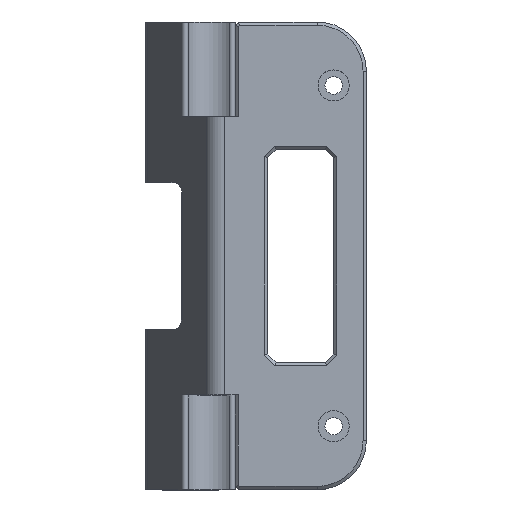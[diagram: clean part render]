
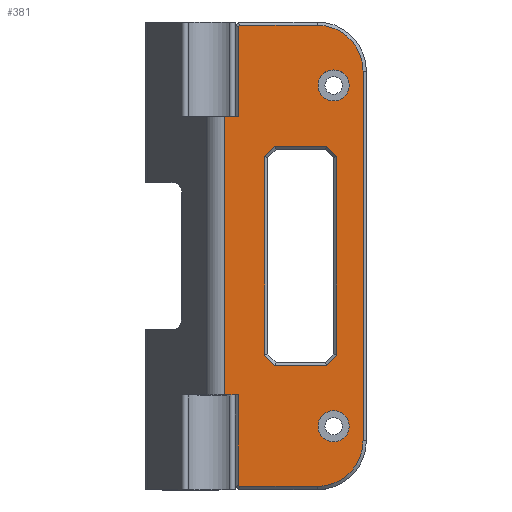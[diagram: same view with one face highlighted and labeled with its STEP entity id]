
A CAD part, top view. The second image highlights one B-rep face of the part: STEP entity #381.
In plain terms, the highlighted planar face has unit normal (0, 0, 1).
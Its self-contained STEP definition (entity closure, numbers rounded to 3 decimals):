
#381=ADVANCED_FACE('',(#1153,#1155,#1157,#1159),#1161,.T.);
#1153=FACE_BOUND('',#1154,.T.);
#1154=EDGE_LOOP('',(#1812,#1813,#1814,#1815,#1816,#1817,#1818,#1819,#1820,#1821,
#1822,#1823));
#1155=FACE_BOUND('',#1156,.T.);
#1156=EDGE_LOOP('',(#1824,#1825,#1826,#1827,#1828,#1829,#1830,#1831));
#1157=FACE_BOUND('',#1158,.T.);
#1158=EDGE_LOOP('',(#1832));
#1159=FACE_BOUND('',#1160,.T.);
#1160=EDGE_LOOP('',(#1833));
#1161=PLANE('',#1162);
#1162=AXIS2_PLACEMENT_3D('',#1163,#1164,#1165);
#1163=CARTESIAN_POINT('',(0.,0.,8.));
#1164=DIRECTION('',(0.,0.,1.));
#1165=DIRECTION('',(0.,1.,0.));
#1812=ORIENTED_EDGE('',*,*,#2185,.T.);
#1813=ORIENTED_EDGE('',*,*,#2187,.F.);
#1814=ORIENTED_EDGE('',*,*,#2188,.T.);
#1815=ORIENTED_EDGE('',*,*,#2189,.F.);
#1816=ORIENTED_EDGE('',*,*,#2190,.T.);
#1817=ORIENTED_EDGE('',*,*,#2191,.F.);
#1818=ORIENTED_EDGE('',*,*,#2192,.T.);
#1819=ORIENTED_EDGE('',*,*,#2193,.F.);
#1820=ORIENTED_EDGE('',*,*,#2194,.T.);
#1821=ORIENTED_EDGE('',*,*,#2119,.T.);
#1822=ORIENTED_EDGE('',*,*,#2116,.F.);
#1823=ORIENTED_EDGE('',*,*,#2097,.T.);
#1824=ORIENTED_EDGE('',*,*,#2195,.T.);
#1825=ORIENTED_EDGE('',*,*,#2196,.T.);
#1826=ORIENTED_EDGE('',*,*,#2197,.T.);
#1827=ORIENTED_EDGE('',*,*,#2198,.T.);
#1828=ORIENTED_EDGE('',*,*,#2199,.T.);
#1829=ORIENTED_EDGE('',*,*,#2200,.T.);
#1830=ORIENTED_EDGE('',*,*,#2201,.T.);
#1831=ORIENTED_EDGE('',*,*,#2202,.T.);
#1832=ORIENTED_EDGE('',*,*,#2203,.T.);
#1833=ORIENTED_EDGE('',*,*,#2204,.T.);
#2097=EDGE_CURVE('',#2385,#2383,#2386,.T.);
#2116=EDGE_CURVE('',#2385,#2414,#2415,.T.);
#2119=EDGE_CURVE('',#2419,#2414,#2420,.T.);
#2185=EDGE_CURVE('',#2383,#2535,#2536,.F.);
#2187=EDGE_CURVE('',#2538,#2535,#2539,.F.);
#2188=EDGE_CURVE('',#2538,#2540,#2541,.F.);
#2189=EDGE_CURVE('',#2542,#2540,#2543,.F.);
#2190=EDGE_CURVE('',#2542,#2544,#2545,.T.);
#2191=EDGE_CURVE('',#2546,#2544,#2547,.F.);
#2192=EDGE_CURVE('',#2546,#2548,#2549,.T.);
#2193=EDGE_CURVE('',#2550,#2548,#2551,.F.);
#2194=EDGE_CURVE('',#2550,#2419,#2552,.F.);
#2195=EDGE_CURVE('',#2553,#2554,#2555,.F.);
#2196=EDGE_CURVE('',#2554,#2556,#2557,.F.);
#2197=EDGE_CURVE('',#2556,#2558,#2559,.F.);
#2198=EDGE_CURVE('',#2558,#2560,#2561,.F.);
#2199=EDGE_CURVE('',#2560,#2562,#2563,.F.);
#2200=EDGE_CURVE('',#2562,#2564,#2565,.F.);
#2201=EDGE_CURVE('',#2564,#2566,#2567,.F.);
#2202=EDGE_CURVE('',#2566,#2553,#2568,.F.);
#2203=EDGE_CURVE('',#2569,#2569,#2570,.F.);
#2204=EDGE_CURVE('',#2571,#2571,#2572,.F.);
#2383=VERTEX_POINT('',#3098);
#2385=VERTEX_POINT('',#3102);
#2386=LINE('',#3103,#3104);
#2414=VERTEX_POINT('',#3183);
#2415=LINE('',#3184,#3185);
#2419=VERTEX_POINT('',#3196);
#2420=LINE('',#3197,#3198);
#2535=VERTEX_POINT('',#3474);
#2536=LINE('',#3475,#3476);
#2538=VERTEX_POINT('',#3481);
#2539=LINE('',#3482,#3483);
#2540=VERTEX_POINT('',#3485);
#2541=LINE('',#3486,#3487);
#2542=VERTEX_POINT('',#3489);
#2543=CIRCLE('',#3490,14.);
#2544=VERTEX_POINT('',#3494);
#2545=LINE('',#3495,#3496);
#2546=VERTEX_POINT('',#3498);
#2547=CIRCLE('',#3499,14.);
#2548=VERTEX_POINT('',#3503);
#2549=LINE('',#3504,#3505);
#2550=VERTEX_POINT('',#3507);
#2551=LINE('',#3508,#3509);
#2552=LINE('',#3511,#3512);
#2553=VERTEX_POINT('',#3514);
#2554=VERTEX_POINT('',#3515);
#2555=LINE('',#3516,#3517);
#2556=VERTEX_POINT('',#3519);
#2557=LINE('',#3520,#3521);
#2558=VERTEX_POINT('',#3523);
#2559=LINE('',#3524,#3525);
#2560=VERTEX_POINT('',#3527);
#2561=LINE('',#3528,#3529);
#2562=VERTEX_POINT('',#3531);
#2563=LINE('',#3532,#3533);
#2564=VERTEX_POINT('',#3535);
#2565=LINE('',#3536,#3537);
#2566=VERTEX_POINT('',#3539);
#2567=LINE('',#3540,#3541);
#2568=LINE('',#3543,#3544);
#2569=VERTEX_POINT('',#3546);
#2570=CIRCLE('',#3547,4.75);
#2571=VERTEX_POINT('',#3551);
#2572=CIRCLE('',#3552,4.75);
#3098=CARTESIAN_POINT('',(-347.014,-220.5,8.));
#3102=CARTESIAN_POINT('',(-351.261,-220.5,8.));
#3103=CARTESIAN_POINT('',(-351.261,-220.5,8.));
#3104=VECTOR('',#3105,1.);
#3105=DIRECTION('',(1.,0.,0.));
#3183=CARTESIAN_POINT('',(-351.261,-135.5,8.));
#3184=CARTESIAN_POINT('',(-351.261,-220.5,8.));
#3185=VECTOR('',#3186,1.);
#3186=DIRECTION('',(0.,1.,0.));
#3196=CARTESIAN_POINT('',(-347.014,-135.5,8.));
#3197=CARTESIAN_POINT('',(-347.014,-135.5,8.));
#3198=VECTOR('',#3199,1.);
#3199=DIRECTION('',(-1.,0.,0.));
#3474=CARTESIAN_POINT('',(-347.014,-248.086,8.));
#3475=CARTESIAN_POINT('',(-347.014,-248.086,8.));
#3476=VECTOR('',#3477,1.);
#3477=DIRECTION('',(0.,1.,0.));
#3481=CARTESIAN_POINT('',(-346.6,-248.5,8.));
#3482=CARTESIAN_POINT('',(-347.014,-248.086,8.));
#3483=VECTOR('',#3484,1.);
#3484=DIRECTION('',(0.707,-0.707,0.));
#3485=CARTESIAN_POINT('',(-322.921,-248.5,8.));
#3486=CARTESIAN_POINT('',(-322.921,-248.5,8.));
#3487=VECTOR('',#3488,1.);
#3488=DIRECTION('',(-1.,0.,0.));
#3489=CARTESIAN_POINT('',(-308.921,-234.5,8.));
#3490=AXIS2_PLACEMENT_3D('',#3491,#3492,#3493);
#3491=CARTESIAN_POINT('',(-322.921,-234.5,8.));
#3492=DIRECTION('',(0.,0.,1.));
#3493=DIRECTION('',(0.,-1.,0.));
#3494=CARTESIAN_POINT('',(-308.921,-121.5,8.));
#3495=CARTESIAN_POINT('',(-308.921,-234.5,8.));
#3496=VECTOR('',#3497,1.);
#3497=DIRECTION('',(0.,1.,0.));
#3498=CARTESIAN_POINT('',(-322.921,-107.5,8.));
#3499=AXIS2_PLACEMENT_3D('',#3500,#3501,#3502);
#3500=CARTESIAN_POINT('',(-322.921,-121.5,8.));
#3501=DIRECTION('',(0.,0.,1.));
#3502=DIRECTION('',(1.,0.,0.));
#3503=CARTESIAN_POINT('',(-346.6,-107.5,8.));
#3504=CARTESIAN_POINT('',(-322.921,-107.5,8.));
#3505=VECTOR('',#3506,1.);
#3506=DIRECTION('',(-1.,0.,0.));
#3507=CARTESIAN_POINT('',(-347.014,-107.914,8.));
#3508=CARTESIAN_POINT('',(-346.6,-107.5,8.));
#3509=VECTOR('',#3510,1.);
#3510=DIRECTION('',(-0.707,-0.707,0.));
#3511=CARTESIAN_POINT('',(-347.014,-135.5,8.));
#3512=VECTOR('',#3513,1.);
#3513=DIRECTION('',(0.,1.,0.));
#3514=CARTESIAN_POINT('',(-335.928,-144.5,8.));
#3515=CARTESIAN_POINT('',(-320.007,-144.5,8.));
#3516=CARTESIAN_POINT('',(-320.007,-144.5,8.));
#3517=VECTOR('',#3518,1.);
#3518=DIRECTION('',(-1.,0.,0.));
#3519=CARTESIAN_POINT('',(-316.921,-147.586,8.));
#3520=CARTESIAN_POINT('',(-316.921,-147.586,8.));
#3521=VECTOR('',#3522,1.);
#3522=DIRECTION('',(-0.707,0.707,0.));
#3523=CARTESIAN_POINT('',(-316.921,-208.414,8.));
#3524=CARTESIAN_POINT('',(-316.921,-208.414,8.));
#3525=VECTOR('',#3526,1.);
#3526=DIRECTION('',(0.,1.,0.));
#3527=CARTESIAN_POINT('',(-320.007,-211.5,8.));
#3528=CARTESIAN_POINT('',(-320.007,-211.5,8.));
#3529=VECTOR('',#3530,1.);
#3530=DIRECTION('',(0.707,0.707,0.));
#3531=CARTESIAN_POINT('',(-335.928,-211.5,8.));
#3532=CARTESIAN_POINT('',(-335.928,-211.5,8.));
#3533=VECTOR('',#3534,1.);
#3534=DIRECTION('',(1.,0.,0.));
#3535=CARTESIAN_POINT('',(-339.014,-208.414,8.));
#3536=CARTESIAN_POINT('',(-339.014,-208.414,8.));
#3537=VECTOR('',#3538,1.);
#3538=DIRECTION('',(0.707,-0.707,0.));
#3539=CARTESIAN_POINT('',(-339.014,-147.586,8.));
#3540=CARTESIAN_POINT('',(-339.014,-147.586,8.));
#3541=VECTOR('',#3542,1.);
#3542=DIRECTION('',(0.,-1.,0.));
#3543=CARTESIAN_POINT('',(-335.928,-144.5,8.));
#3544=VECTOR('',#3545,1.);
#3545=DIRECTION('',(-0.707,-0.707,0.));
#3546=CARTESIAN_POINT('',(-317.921,-121.15,8.));
#3547=AXIS2_PLACEMENT_3D('',#3548,#3549,#3550);
#3548=CARTESIAN_POINT('',(-317.921,-125.9,8.));
#3549=DIRECTION('',(0.,0.,1.));
#3550=DIRECTION('',(0.,1.,0.));
#3551=CARTESIAN_POINT('',(-317.921,-225.35,8.));
#3552=AXIS2_PLACEMENT_3D('',#3553,#3554,#3555);
#3553=CARTESIAN_POINT('',(-317.921,-230.1,8.));
#3554=DIRECTION('',(0.,0.,1.));
#3555=DIRECTION('',(0.,1.,0.));
